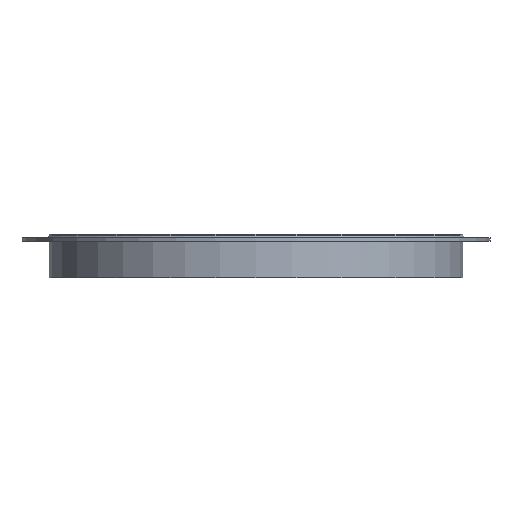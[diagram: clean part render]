
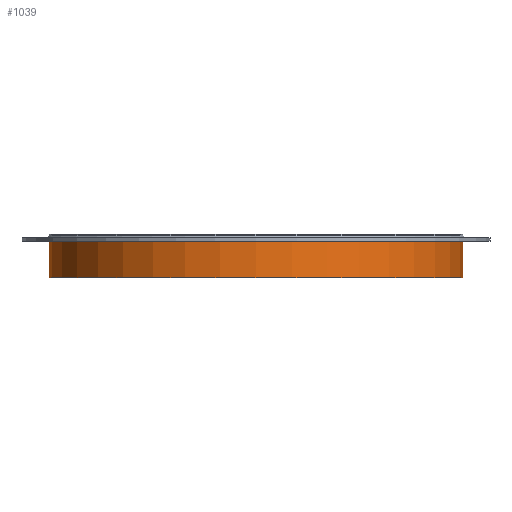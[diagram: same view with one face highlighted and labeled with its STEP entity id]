
A CAD part, front view. The second image highlights one B-rep face of the part: STEP entity #1039.
In plain terms, the highlighted cylindrical face has radius 307 mm (diameter 614 mm), a full revolution.
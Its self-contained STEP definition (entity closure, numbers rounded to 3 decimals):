
#968=CARTESIAN_POINT('',(307.0,0.,-10.5));
#969=VERTEX_POINT('',#968);
#970=CARTESIAN_POINT('',(0.0,0.0,-10.5));
#971=DIRECTION('',(0.0,0.0,-1.0));
#972=DIRECTION('',(-1.0,0.0,0.0));
#973=AXIS2_PLACEMENT_3D('',#970,#971,#972);
#974=CIRCLE('',#973,307.0);
#975=EDGE_CURVE('',#969,#969,#974,.T.);
#1020=CARTESIAN_POINT('',(0.0,0.0,0.0));
#1021=DIRECTION('',(0.0,0.0,-1.0));
#1022=DIRECTION('',(-1.0,0.0,0.0));
#1023=AXIS2_PLACEMENT_3D('',#1020,#1021,#1022);
#1024=CYLINDRICAL_SURFACE('',#1023,307.0);
#1025=ORIENTED_EDGE('',*,*,#975,.T.);
#1026=EDGE_LOOP('',(#1025));
#1027=FACE_OUTER_BOUND('',#1026,.T.);
#1028=CARTESIAN_POINT('',(307.0,0.,-65.0));
#1029=VERTEX_POINT('',#1028);
#1030=CARTESIAN_POINT('',(0.0,0.0,-65.0));
#1031=DIRECTION('',(0.0,0.0,-1.0));
#1032=DIRECTION('',(-1.0,0.0,0.0));
#1033=AXIS2_PLACEMENT_3D('',#1030,#1031,#1032);
#1034=CIRCLE('',#1033,307.0);
#1035=EDGE_CURVE('',#1029,#1029,#1034,.T.);
#1036=ORIENTED_EDGE('',*,*,#1035,.F.);
#1037=EDGE_LOOP('',(#1036));
#1038=FACE_BOUND('',#1037,.T.);
#1039=ADVANCED_FACE('',(#1027,#1038),#1024,.T.);
